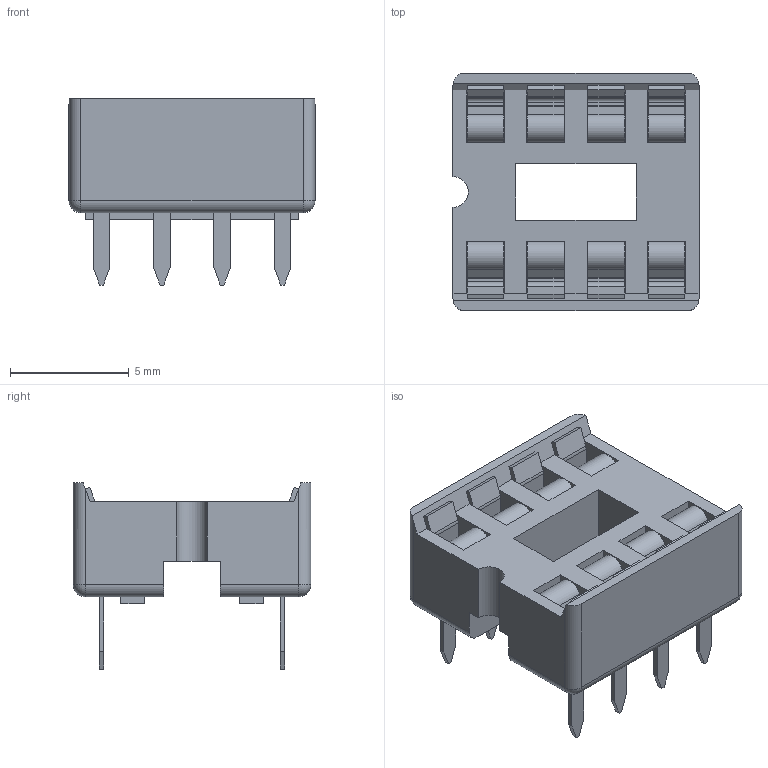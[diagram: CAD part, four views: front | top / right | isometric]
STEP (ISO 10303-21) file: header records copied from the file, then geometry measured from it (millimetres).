
FILE_DESCRIPTION(('STEP AP214'), '1');
FILE_NAME('DIP300-skt-flat-8', '2016-03-21T17:33:52', ('Nobody'), (''), 'ASCON STEP Converter 1.3', 'ASCON Math Kernel', '');
FILE_SCHEMA(('AUTOMOTIVE_DESIGN { 1 0 10303 214 3 1 1}'));
Length unit declared in the file: millimetre
Bounding box: 10.36 x 10 x 7.85 mm (x, y, z)
Volume: 303.5 mm3; surface area: 983.4 mm2
Topology: 9 solids, 9 shells, 507 faces, 1136 edges, 644 vertices
Faces by surface type: plane 412, cylinder 91, sphere 4
Entity records: 17660 total; most frequent: DIRECTION 2342, CARTESIAN_POINT 2296, ORIENTED_EDGE 2264, EDGE_CURVE 1132, LINE 930, VECTOR 930, AXIS2_PLACEMENT_3D 706, VERTEX_POINT 644
